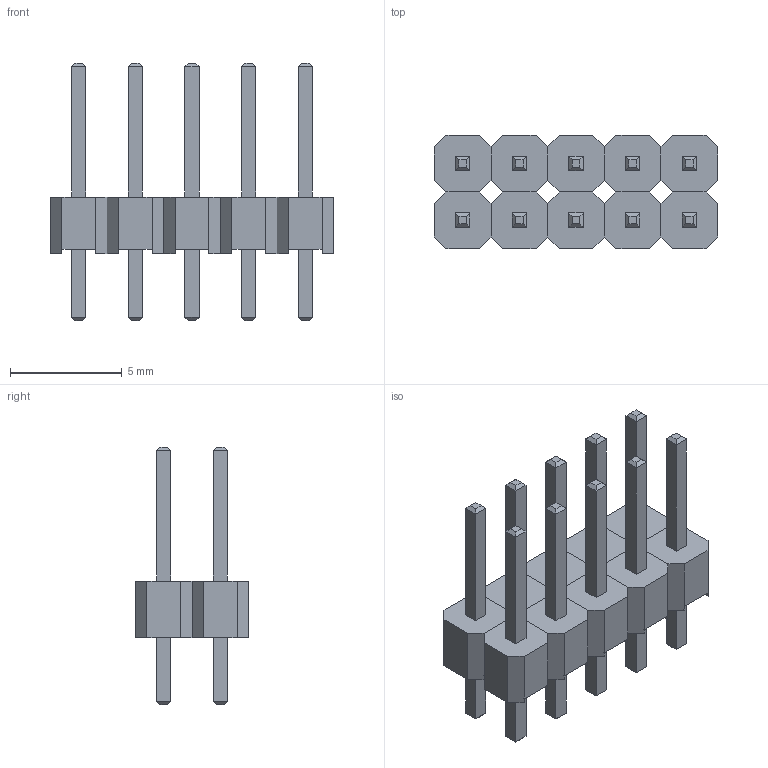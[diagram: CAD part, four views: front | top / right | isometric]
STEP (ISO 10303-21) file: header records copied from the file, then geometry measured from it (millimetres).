
FILE_DESCRIPTION(('FreeCAD Model'),'2;1');
FILE_NAME('2x02.step','2016-10-28T11:43:25',('Author'),(''), 'Open CASCADE STEP processor 6.8','FreeCAD','Unknown');
FILE_SCHEMA(('AUTOMOTIVE_DESIGN_CC2 { 1 2 10303 214 -1 1 5 4 }'));
Length unit declared in the file: millimetre
Products named in the file (2): ASSEMBLY; 2x02
Assembly tree (1 placements, depth 2):
  ASSEMBLY
    2x02
Bounding box: 12.7 x 5.08 x 11.54 mm (x, y, z)
Volume: 179.7 mm3; surface area: 699.6 mm2
Topology: 20 solids, 20 shells, 320 faces, 720 edges, 440 vertices
Faces by surface type: plane 320
Entity records: 20097 total; most frequent: CARTESIAN_POINT 3022, DIRECTION 2704, LINE 2060, VECTOR 2060, ORIENTED_EDGE 1440, PCURVE 1440, DEFINITIONAL_REPRESENTATION 1440, EDGE_CURVE 720
